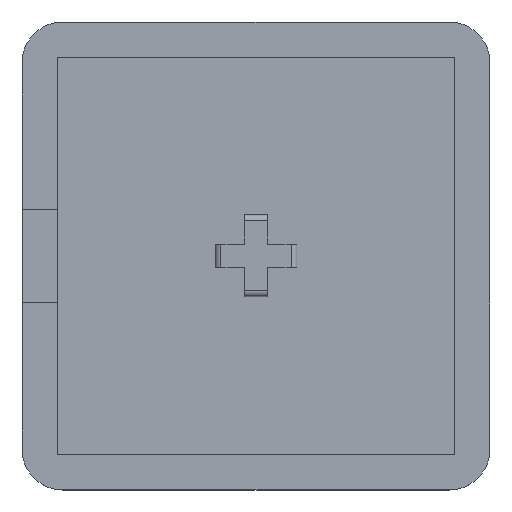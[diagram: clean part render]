
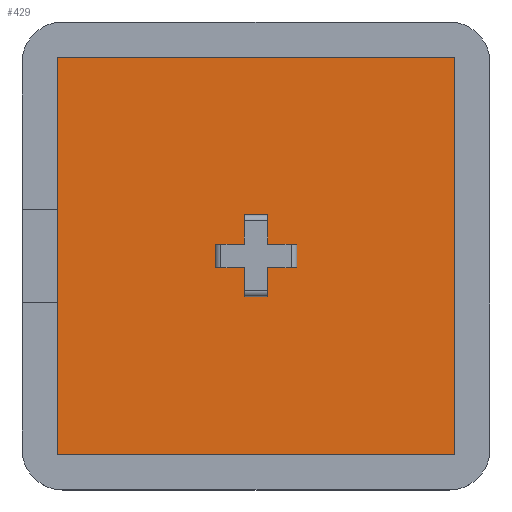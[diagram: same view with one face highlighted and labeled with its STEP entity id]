
A CAD part, top view. The second image highlights one B-rep face of the part: STEP entity #429.
In plain terms, the highlighted planar face has unit normal (0, 0, 1).
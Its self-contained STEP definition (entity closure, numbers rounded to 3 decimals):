
#292=CARTESIAN_POINT('',(-17.0,-17.0,3.0));
#293=DIRECTION('',(0.0,0.0,1.0));
#294=DIRECTION('',(1.0,0.0,0.0));
#295=AXIS2_PLACEMENT_3D('',#292,#293,#294);
#296=PLANE('',#295);
#297=CARTESIAN_POINT('',(-17.0,17.0,3.0));
#298=VERTEX_POINT('',#297);
#299=CARTESIAN_POINT('',(-17.0,-17.0,3.0));
#300=VERTEX_POINT('',#299);
#301=CARTESIAN_POINT('',(-17.0,17.0,3.0));
#302=DIRECTION('',(0.0,-1.0,0.0));
#303=VECTOR('',#302,34.0);
#304=LINE('',#301,#303);
#305=EDGE_CURVE('',#298,#300,#304,.T.);
#306=ORIENTED_EDGE('',*,*,#305,.T.);
#307=CARTESIAN_POINT('',(17.0,-17.0,3.0));
#308=VERTEX_POINT('',#307);
#309=CARTESIAN_POINT('',(-17.0,-17.0,3.0));
#310=DIRECTION('',(1.0,0.0,0.0));
#311=VECTOR('',#310,34.0);
#312=LINE('',#309,#311);
#313=EDGE_CURVE('',#300,#308,#312,.T.);
#314=ORIENTED_EDGE('',*,*,#313,.T.);
#315=CARTESIAN_POINT('',(17.0,17.0,3.0));
#316=VERTEX_POINT('',#315);
#317=CARTESIAN_POINT('',(17.0,-17.0,3.0));
#318=DIRECTION('',(0.0,1.0,0.0));
#319=VECTOR('',#318,34.0);
#320=LINE('',#317,#319);
#321=EDGE_CURVE('',#308,#316,#320,.T.);
#322=ORIENTED_EDGE('',*,*,#321,.T.);
#323=CARTESIAN_POINT('',(17.0,17.0,3.0));
#324=DIRECTION('',(-1.0,0.0,0.0));
#325=VECTOR('',#324,34.0);
#326=LINE('',#323,#325);
#327=EDGE_CURVE('',#316,#298,#326,.T.);
#328=ORIENTED_EDGE('',*,*,#327,.T.);
#329=EDGE_LOOP('',(#306,#314,#322,#328));
#330=FACE_OUTER_BOUND('',#329,.T.);
#331=CARTESIAN_POINT('',(-3.5,1.,3.0));
#332=VERTEX_POINT('',#331);
#333=CARTESIAN_POINT('',(-1.,1.,3.0));
#334=VERTEX_POINT('',#333);
#335=CARTESIAN_POINT('',(-3.5,1.,3.0));
#336=DIRECTION('',(1.0,0.0,0.0));
#337=VECTOR('',#336,2.5);
#338=LINE('',#335,#337);
#339=EDGE_CURVE('',#332,#334,#338,.T.);
#340=ORIENTED_EDGE('',*,*,#339,.T.);
#341=CARTESIAN_POINT('',(-1.,3.5,3.0));
#342=VERTEX_POINT('',#341);
#343=CARTESIAN_POINT('',(-1.,1.,3.0));
#344=DIRECTION('',(0.0,1.0,0.0));
#345=VECTOR('',#344,2.5);
#346=LINE('',#343,#345);
#347=EDGE_CURVE('',#334,#342,#346,.T.);
#348=ORIENTED_EDGE('',*,*,#347,.T.);
#349=CARTESIAN_POINT('',(1.,3.5,3.0));
#350=VERTEX_POINT('',#349);
#351=CARTESIAN_POINT('',(-1.0,3.5,3.0));
#352=DIRECTION('',(1.0,0.0,0.0));
#353=VECTOR('',#352,2.);
#354=LINE('',#351,#353);
#355=EDGE_CURVE('',#342,#350,#354,.T.);
#356=ORIENTED_EDGE('',*,*,#355,.T.);
#357=CARTESIAN_POINT('',(1.,1.,3.0));
#358=VERTEX_POINT('',#357);
#359=CARTESIAN_POINT('',(1.,3.5,3.0));
#360=DIRECTION('',(0.0,-1.0,0.0));
#361=VECTOR('',#360,2.5);
#362=LINE('',#359,#361);
#363=EDGE_CURVE('',#350,#358,#362,.T.);
#364=ORIENTED_EDGE('',*,*,#363,.T.);
#365=CARTESIAN_POINT('',(3.5,1.,3.0));
#366=VERTEX_POINT('',#365);
#367=CARTESIAN_POINT('',(1.,1.,3.0));
#368=DIRECTION('',(1.0,0.0,0.0));
#369=VECTOR('',#368,2.5);
#370=LINE('',#367,#369);
#371=EDGE_CURVE('',#358,#366,#370,.T.);
#372=ORIENTED_EDGE('',*,*,#371,.T.);
#373=CARTESIAN_POINT('',(3.5,-1.,3.0));
#374=VERTEX_POINT('',#373);
#375=CARTESIAN_POINT('',(3.5,1.0,3.0));
#376=DIRECTION('',(0.0,-1.0,0.0));
#377=VECTOR('',#376,2.);
#378=LINE('',#375,#377);
#379=EDGE_CURVE('',#366,#374,#378,.T.);
#380=ORIENTED_EDGE('',*,*,#379,.T.);
#381=CARTESIAN_POINT('',(1.,-1.,3.0));
#382=VERTEX_POINT('',#381);
#383=CARTESIAN_POINT('',(3.5,-1.,3.0));
#384=DIRECTION('',(-1.0,0.0,0.0));
#385=VECTOR('',#384,2.5);
#386=LINE('',#383,#385);
#387=EDGE_CURVE('',#374,#382,#386,.T.);
#388=ORIENTED_EDGE('',*,*,#387,.T.);
#389=CARTESIAN_POINT('',(1.,-3.5,3.0));
#390=VERTEX_POINT('',#389);
#391=CARTESIAN_POINT('',(1.,-1.,3.0));
#392=DIRECTION('',(0.0,-1.0,0.0));
#393=VECTOR('',#392,2.5);
#394=LINE('',#391,#393);
#395=EDGE_CURVE('',#382,#390,#394,.T.);
#396=ORIENTED_EDGE('',*,*,#395,.T.);
#397=CARTESIAN_POINT('',(-1.,-3.5,3.0));
#398=VERTEX_POINT('',#397);
#399=CARTESIAN_POINT('',(1.0,-3.5,3.0));
#400=DIRECTION('',(-1.0,0.0,0.0));
#401=VECTOR('',#400,2.);
#402=LINE('',#399,#401);
#403=EDGE_CURVE('',#390,#398,#402,.T.);
#404=ORIENTED_EDGE('',*,*,#403,.T.);
#405=CARTESIAN_POINT('',(-1.,-1.,3.0));
#406=VERTEX_POINT('',#405);
#407=CARTESIAN_POINT('',(-1.,-3.5,3.0));
#408=DIRECTION('',(0.0,1.0,0.0));
#409=VECTOR('',#408,2.5);
#410=LINE('',#407,#409);
#411=EDGE_CURVE('',#398,#406,#410,.T.);
#412=ORIENTED_EDGE('',*,*,#411,.T.);
#413=CARTESIAN_POINT('',(-3.5,-1.,3.0));
#414=VERTEX_POINT('',#413);
#415=CARTESIAN_POINT('',(-1.,-1.,3.0));
#416=DIRECTION('',(-1.0,0.0,0.0));
#417=VECTOR('',#416,2.5);
#418=LINE('',#415,#417);
#419=EDGE_CURVE('',#406,#414,#418,.T.);
#420=ORIENTED_EDGE('',*,*,#419,.T.);
#421=CARTESIAN_POINT('',(-3.5,-1.0,3.0));
#422=DIRECTION('',(0.0,1.0,0.0));
#423=VECTOR('',#422,2.);
#424=LINE('',#421,#423);
#425=EDGE_CURVE('',#414,#332,#424,.T.);
#426=ORIENTED_EDGE('',*,*,#425,.T.);
#427=EDGE_LOOP('',(#340,#348,#356,#364,#372,#380,#388,#396,#404,#412,#420,#426));
#428=FACE_BOUND('',#427,.T.);
#429=ADVANCED_FACE('',(#330,#428),#296,.T.);
